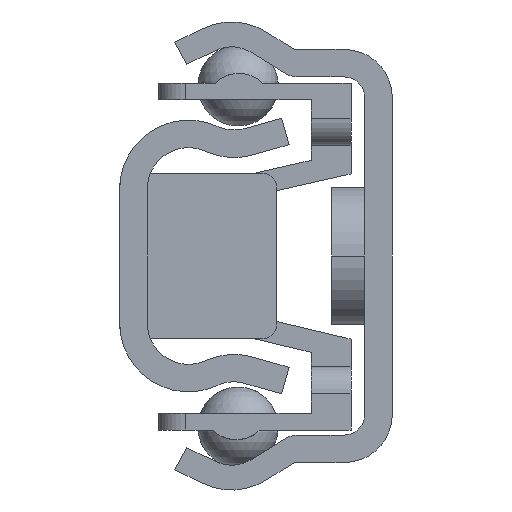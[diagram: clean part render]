
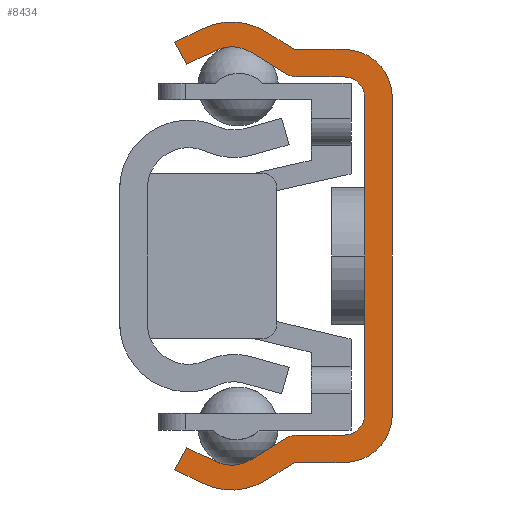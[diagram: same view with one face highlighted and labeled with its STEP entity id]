
A CAD part, front view. The second image highlights one B-rep face of the part: STEP entity #8434.
In plain terms, the highlighted planar face has unit normal (0, -1, 0).
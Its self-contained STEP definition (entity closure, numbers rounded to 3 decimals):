
#7607=CARTESIAN_POINT('',(1.921,0.,-5.75));
#7608=DIRECTION('',(0.,1.,0.));
#7609=DIRECTION('',(1.,0.,0.));
#7610=AXIS2_PLACEMENT_3D('',#7607,#7608,#7609);
#7612=DIRECTION('',(-1.,0.,0.));
#7613=VECTOR('',#7612,1.804);
#7614=CARTESIAN_POINT('',(1.921,0.,-7.5));
#7615=LINE('',#7614,#7613);
#7616=DIRECTION('',(-0.85,0.,-0.527));
#7617=VECTOR('',#7616,1.23);
#7618=CARTESIAN_POINT('',(0.116,0.,-7.5));
#7619=LINE('',#7618,#7617);
#7620=CARTESIAN_POINT('',(-2.167,0.,-6.15));
#7621=DIRECTION('',(0.,1.,0.));
#7622=DIRECTION('',(0.527,0.,-0.85));
#7623=AXIS2_PLACEMENT_3D('',#7620,#7621,#7622);
#7625=DIRECTION('',(-0.899,0.,0.438));
#7626=VECTOR('',#7625,1.15);
#7627=CARTESIAN_POINT('',(-3.195,0.,-8.263));
#7628=LINE('',#7627,#7626);
#7629=DIRECTION('',(0.479,0.,0.878));
#7630=VECTOR('',#7629,0.914);
#7631=CARTESIAN_POINT('',(-4.229,0.,-7.76));
#7632=LINE('',#7631,#7630);
#7633=DIRECTION('',(0.899,0.,-0.438));
#7634=VECTOR('',#7633,1.15);
#7635=CARTESIAN_POINT('',(-3.791,0.,-6.957));
#7636=LINE('',#7635,#7634);
#7637=CARTESIAN_POINT('',(-2.167,0.,-6.246));
#7638=DIRECTION('',(0.,-1.,0.));
#7639=DIRECTION('',(-0.438,0.,-0.899));
#7640=AXIS2_PLACEMENT_3D('',#7637,#7638,#7639);
#7642=DIRECTION('',(0.85,0.,0.527));
#7643=VECTOR('',#7642,1.413);
#7644=CARTESIAN_POINT('',(-1.456,0.,-7.394));
#7645=LINE('',#7644,#7643);
#7646=CARTESIAN_POINT('',(0.272,0.,-7.5));
#7647=DIRECTION('',(0.,1.,0.));
#7648=DIRECTION('',(-0.527,0.,0.85));
#7649=AXIS2_PLACEMENT_3D('',#7646,#7647,#7648);
#7651=DIRECTION('',(1.,0.,0.));
#7652=VECTOR('',#7651,1.649);
#7653=CARTESIAN_POINT('',(0.272,0.,-6.5));
#7654=LINE('',#7653,#7652);
#7655=CARTESIAN_POINT('',(1.921,0.,-5.75));
#7656=DIRECTION('',(0.,-1.,0.));
#7657=DIRECTION('',(0.,0.,-1.));
#7658=AXIS2_PLACEMENT_3D('',#7655,#7656,#7657);
#7660=CARTESIAN_POINT('',(1.921,0.,5.75));
#7661=DIRECTION('',(0.,-1.,0.));
#7662=DIRECTION('',(1.,0.,0.));
#7663=AXIS2_PLACEMENT_3D('',#7660,#7661,#7662);
#7665=DIRECTION('',(-1.,0.,0.));
#7666=VECTOR('',#7665,1.649);
#7667=CARTESIAN_POINT('',(1.921,0.,6.5));
#7668=LINE('',#7667,#7666);
#7669=CARTESIAN_POINT('',(0.272,0.,7.5));
#7670=DIRECTION('',(0.,1.,0.));
#7671=DIRECTION('',(0.,0.,-1.));
#7672=AXIS2_PLACEMENT_3D('',#7669,#7670,#7671);
#7674=DIRECTION('',(-0.85,0.,0.527));
#7675=VECTOR('',#7674,1.413);
#7676=CARTESIAN_POINT('',(-0.255,0.,6.65));
#7677=LINE('',#7676,#7675);
#7678=CARTESIAN_POINT('',(-2.167,0.,6.246));
#7679=DIRECTION('',(0.,-1.,0.));
#7680=DIRECTION('',(0.527,0.,0.85));
#7681=AXIS2_PLACEMENT_3D('',#7678,#7679,#7680);
#7683=DIRECTION('',(-0.899,0.,-0.438));
#7684=VECTOR('',#7683,1.15);
#7685=CARTESIAN_POINT('',(-2.757,0.,7.46));
#7686=LINE('',#7685,#7684);
#7687=DIRECTION('',(-0.479,0.,0.878));
#7688=VECTOR('',#7687,0.914);
#7689=CARTESIAN_POINT('',(-3.791,0.,6.957));
#7690=LINE('',#7689,#7688);
#7691=DIRECTION('',(0.899,0.,0.438));
#7692=VECTOR('',#7691,1.15);
#7693=CARTESIAN_POINT('',(-4.229,0.,7.76));
#7694=LINE('',#7693,#7692);
#7695=CARTESIAN_POINT('',(-2.167,0.,6.15));
#7696=DIRECTION('',(0.,1.,0.));
#7697=DIRECTION('',(-0.438,0.,0.899));
#7698=AXIS2_PLACEMENT_3D('',#7695,#7696,#7697);
#7700=DIRECTION('',(0.85,0.,-0.527));
#7701=VECTOR('',#7700,1.23);
#7702=CARTESIAN_POINT('',(-0.929,0.,8.148));
#7703=LINE('',#7702,#7701);
#7704=DIRECTION('',(1.,0.,0.));
#7705=VECTOR('',#7704,1.804);
#7706=CARTESIAN_POINT('',(0.116,0.,7.5));
#7707=LINE('',#7706,#7705);
#7708=CARTESIAN_POINT('',(1.921,0.,5.75));
#7709=DIRECTION('',(0.,1.,0.));
#7710=DIRECTION('',(0.,0.,1.));
#7711=AXIS2_PLACEMENT_3D('',#7708,#7709,#7710);
#7731=DIRECTION('',(0.,0.,1.));
#7732=VECTOR('',#7731,11.5);
#7733=CARTESIAN_POINT('',(3.671,0.,-5.75));
#7734=LINE('',#7733,#7732);
#7805=DIRECTION('',(0.,0.,-1.));
#7806=VECTOR('',#7805,11.5);
#7807=CARTESIAN_POINT('',(2.671,0.,5.75));
#7808=LINE('',#7807,#7806);
#8199=CARTESIAN_POINT('',(3.671,0.,-5.75));
#8200=CARTESIAN_POINT('',(1.921,0.,-7.5));
#8201=VERTEX_POINT('',#8199);
#8202=VERTEX_POINT('',#8200);
#8203=CARTESIAN_POINT('',(0.116,0.,-7.5));
#8204=VERTEX_POINT('',#8203);
#8205=CARTESIAN_POINT('',(-0.929,0.,-8.148));
#8206=VERTEX_POINT('',#8205);
#8207=CARTESIAN_POINT('',(-3.195,0.,-8.263));
#8208=VERTEX_POINT('',#8207);
#8209=CARTESIAN_POINT('',(-4.229,0.,-7.76));
#8210=VERTEX_POINT('',#8209);
#8211=CARTESIAN_POINT('',(-3.791,0.,-6.957));
#8212=VERTEX_POINT('',#8211);
#8213=CARTESIAN_POINT('',(-2.757,0.,-7.46));
#8214=VERTEX_POINT('',#8213);
#8215=CARTESIAN_POINT('',(-1.456,0.,-7.394));
#8216=VERTEX_POINT('',#8215);
#8217=CARTESIAN_POINT('',(-0.255,0.,-6.65));
#8218=VERTEX_POINT('',#8217);
#8219=CARTESIAN_POINT('',(0.272,0.,-6.5));
#8220=VERTEX_POINT('',#8219);
#8221=CARTESIAN_POINT('',(1.921,0.,-6.5));
#8222=VERTEX_POINT('',#8221);
#8223=CARTESIAN_POINT('',(2.671,0.,-5.75));
#8224=VERTEX_POINT('',#8223);
#8225=CARTESIAN_POINT('',(2.671,0.,5.75));
#8226=CARTESIAN_POINT('',(1.921,0.,6.5));
#8227=VERTEX_POINT('',#8225);
#8228=VERTEX_POINT('',#8226);
#8229=CARTESIAN_POINT('',(0.272,0.,6.5));
#8230=VERTEX_POINT('',#8229);
#8231=CARTESIAN_POINT('',(-0.255,0.,6.65));
#8232=VERTEX_POINT('',#8231);
#8233=CARTESIAN_POINT('',(-1.456,0.,7.394));
#8234=VERTEX_POINT('',#8233);
#8235=CARTESIAN_POINT('',(-2.757,0.,7.46));
#8236=VERTEX_POINT('',#8235);
#8237=CARTESIAN_POINT('',(-3.791,0.,6.957));
#8238=VERTEX_POINT('',#8237);
#8239=CARTESIAN_POINT('',(-4.229,0.,7.76));
#8240=VERTEX_POINT('',#8239);
#8241=CARTESIAN_POINT('',(-3.195,0.,8.263));
#8242=VERTEX_POINT('',#8241);
#8243=CARTESIAN_POINT('',(-0.929,0.,8.148));
#8244=VERTEX_POINT('',#8243);
#8245=CARTESIAN_POINT('',(0.116,0.,7.5));
#8246=VERTEX_POINT('',#8245);
#8247=CARTESIAN_POINT('',(1.921,0.,7.5));
#8248=VERTEX_POINT('',#8247);
#8249=CARTESIAN_POINT('',(3.671,0.,5.75));
#8250=VERTEX_POINT('',#8249);
#8375=CARTESIAN_POINT('',(0.,0.,0.));
#8376=DIRECTION('',(0.,1.,0.));
#8377=DIRECTION('',(1.,0.,0.));
#8378=AXIS2_PLACEMENT_3D('',#8375,#8376,#8377);
#8379=PLANE('',#8378);
#8381=ORIENTED_EDGE('',*,*,#8380,.T.);
#8383=ORIENTED_EDGE('',*,*,#8382,.T.);
#8385=ORIENTED_EDGE('',*,*,#8384,.T.);
#8387=ORIENTED_EDGE('',*,*,#8386,.T.);
#8389=ORIENTED_EDGE('',*,*,#8388,.T.);
#8391=ORIENTED_EDGE('',*,*,#8390,.T.);
#8393=ORIENTED_EDGE('',*,*,#8392,.T.);
#8395=ORIENTED_EDGE('',*,*,#8394,.T.);
#8397=ORIENTED_EDGE('',*,*,#8396,.T.);
#8399=ORIENTED_EDGE('',*,*,#8398,.T.);
#8401=ORIENTED_EDGE('',*,*,#8400,.T.);
#8403=ORIENTED_EDGE('',*,*,#8402,.T.);
#8405=ORIENTED_EDGE('',*,*,#8404,.F.);
#8407=ORIENTED_EDGE('',*,*,#8406,.T.);
#8409=ORIENTED_EDGE('',*,*,#8408,.T.);
#8411=ORIENTED_EDGE('',*,*,#8410,.T.);
#8413=ORIENTED_EDGE('',*,*,#8412,.T.);
#8415=ORIENTED_EDGE('',*,*,#8414,.T.);
#8417=ORIENTED_EDGE('',*,*,#8416,.T.);
#8419=ORIENTED_EDGE('',*,*,#8418,.T.);
#8421=ORIENTED_EDGE('',*,*,#8420,.T.);
#8423=ORIENTED_EDGE('',*,*,#8422,.T.);
#8425=ORIENTED_EDGE('',*,*,#8424,.T.);
#8427=ORIENTED_EDGE('',*,*,#8426,.T.);
#8429=ORIENTED_EDGE('',*,*,#8428,.T.);
#8431=ORIENTED_EDGE('',*,*,#8430,.F.);
#8432=EDGE_LOOP('',(#8381,#8383,#8385,#8387,#8389,#8391,#8393,#8395,#8397,#8399,
#8401,#8403,#8405,#8407,#8409,#8411,#8413,#8415,#8417,#8419,#8421,#8423,#8425,
#8427,#8429,#8431));
#8433=FACE_OUTER_BOUND('',#8432,.F.);
#8434=ADVANCED_FACE('',(#8433),#8379,.F.);
#7611=CIRCLE('',#7610,1.75);
#7624=CIRCLE('',#7623,2.35);
#7641=CIRCLE('',#7640,1.35);
#7650=CIRCLE('',#7649,1.);
#7659=CIRCLE('',#7658,0.75);
#7664=CIRCLE('',#7663,0.75);
#7673=CIRCLE('',#7672,1.);
#7682=CIRCLE('',#7681,1.35);
#7699=CIRCLE('',#7698,2.35);
#7712=CIRCLE('',#7711,1.75);
#8380=EDGE_CURVE('',#8201,#8202,#7611,.T.);
#8382=EDGE_CURVE('',#8202,#8204,#7615,.T.);
#8384=EDGE_CURVE('',#8204,#8206,#7619,.T.);
#8386=EDGE_CURVE('',#8206,#8208,#7624,.T.);
#8388=EDGE_CURVE('',#8208,#8210,#7628,.T.);
#8390=EDGE_CURVE('',#8210,#8212,#7632,.T.);
#8392=EDGE_CURVE('',#8212,#8214,#7636,.T.);
#8394=EDGE_CURVE('',#8214,#8216,#7641,.T.);
#8396=EDGE_CURVE('',#8216,#8218,#7645,.T.);
#8398=EDGE_CURVE('',#8218,#8220,#7650,.T.);
#8400=EDGE_CURVE('',#8220,#8222,#7654,.T.);
#8402=EDGE_CURVE('',#8222,#8224,#7659,.T.);
#8404=EDGE_CURVE('',#8227,#8224,#7808,.T.);
#8406=EDGE_CURVE('',#8227,#8228,#7664,.T.);
#8408=EDGE_CURVE('',#8228,#8230,#7668,.T.);
#8410=EDGE_CURVE('',#8230,#8232,#7673,.T.);
#8412=EDGE_CURVE('',#8232,#8234,#7677,.T.);
#8414=EDGE_CURVE('',#8234,#8236,#7682,.T.);
#8416=EDGE_CURVE('',#8236,#8238,#7686,.T.);
#8418=EDGE_CURVE('',#8238,#8240,#7690,.T.);
#8420=EDGE_CURVE('',#8240,#8242,#7694,.T.);
#8422=EDGE_CURVE('',#8242,#8244,#7699,.T.);
#8424=EDGE_CURVE('',#8244,#8246,#7703,.T.);
#8426=EDGE_CURVE('',#8246,#8248,#7707,.T.);
#8428=EDGE_CURVE('',#8248,#8250,#7712,.T.);
#8430=EDGE_CURVE('',#8201,#8250,#7734,.T.);
